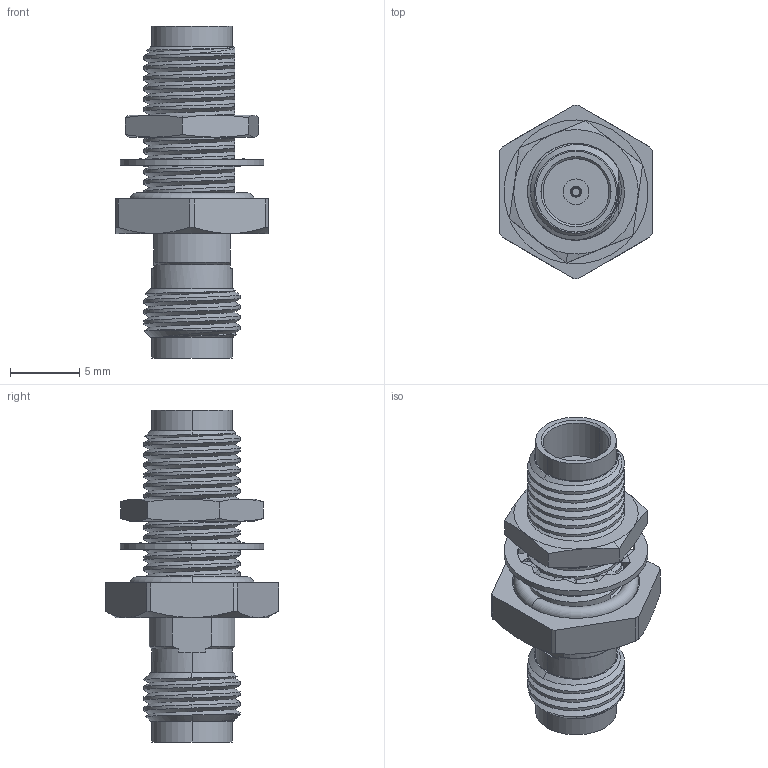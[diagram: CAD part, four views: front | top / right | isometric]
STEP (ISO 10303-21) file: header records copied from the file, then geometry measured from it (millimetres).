
FILE_DESCRIPTION (( 'STEP AP214' ), '1' );
FILE_NAME ('CT-VFVF-B-V-LN1.STEP', '2023-09-26T23:30:39', ( '' ), ( '' ), 'SwSTEP 2.0', 'SolidWorks 2021', '' );
FILE_SCHEMA (( 'AUTOMOTIVE_DESIGN' ));
Length unit declared in the file: inch
Products named in the file (6): 1.85-KKY-VS.STEP; 1.85-KKY-VS-034.STEP; 943-801.STEP; 683.STEP; CT-VFVF-B-V-LN1; 930-801.STEP
Assembly tree (5 placements, depth 3):
  CT-VFVF-B-V-LN1
    1.85-KKY-VS.STEP
      1.85-KKY-VS-034.STEP
      683.STEP
      930-801.STEP
      943-801.STEP
Bounding box: 11 x 12.52 x 24 mm (x, y, z)
Volume: 908.2 mm3; surface area: 1434.9 mm2
Topology: 4 solids, 4 shells, 345 faces, 888 edges, 562 vertices
Faces by surface type: cylinder 113, bspline 103, plane 78, cone 47, torus 4
Entity records: 23584 total; most frequent: CARTESIAN_POINT 16056, ORIENTED_EDGE 1776, DIRECTION 1128, EDGE_CURVE 888, VERTEX_POINT 562, AXIS2_PLACEMENT_3D 440, B_SPLINE_CURVE_WITH_KNOTS 404, EDGE_LOOP 362
